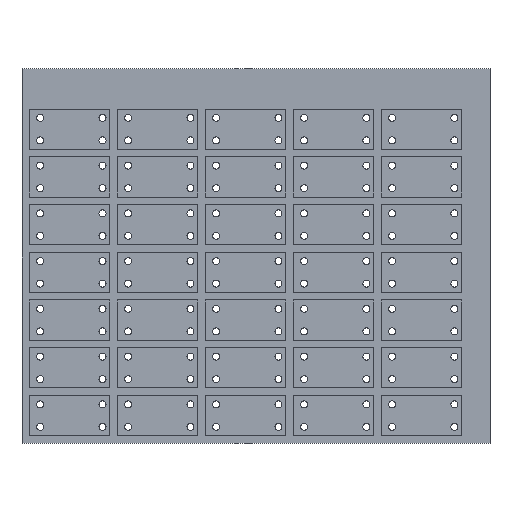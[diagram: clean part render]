
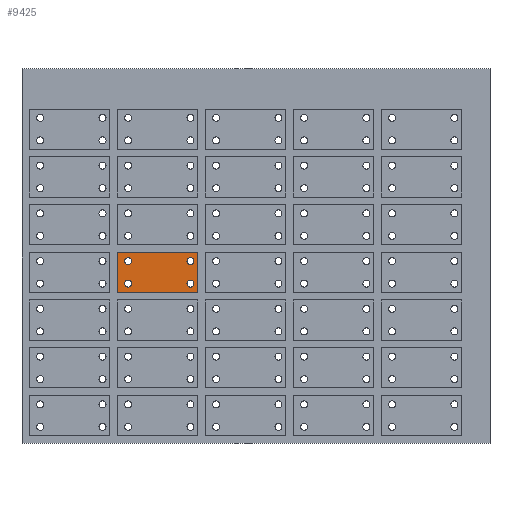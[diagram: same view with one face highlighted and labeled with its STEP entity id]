
A CAD part, top view. The second image highlights one B-rep face of the part: STEP entity #9425.
In plain terms, the highlighted planar face has unit normal (0, 0, 1).
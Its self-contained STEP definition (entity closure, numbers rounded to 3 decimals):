
#69=CIRCLE('',#10019,3.75);
#71=CIRCLE('',#10022,3.75);
#73=CIRCLE('',#10025,3.75);
#75=CIRCLE('',#10028,3.75);
#631=FACE_BOUND('',#1702,.T.);
#632=FACE_BOUND('',#1703,.T.);
#633=FACE_BOUND('',#1704,.T.);
#634=FACE_BOUND('',#1705,.T.);
#1079=FACE_OUTER_BOUND('',#1701,.T.);
#1701=EDGE_LOOP('',(#7533,#7534,#7535,#7536));
#1702=EDGE_LOOP('',(#7537));
#1703=EDGE_LOOP('',(#7538));
#1704=EDGE_LOOP('',(#7539));
#1705=EDGE_LOOP('',(#7540));
#2747=LINE('',#14316,#3739);
#2750=LINE('',#14322,#3742);
#2753=LINE('',#14328,#3745);
#2756=LINE('',#14332,#3748);
#3739=VECTOR('',#11644,10.);
#3742=VECTOR('',#11649,10.);
#3745=VECTOR('',#11654,10.);
#3748=VECTOR('',#11659,10.);
#4581=VERTEX_POINT('',#14286);
#4583=VERTEX_POINT('',#14292);
#4585=VERTEX_POINT('',#14298);
#4587=VERTEX_POINT('',#14304);
#4591=VERTEX_POINT('',#14313);
#4592=VERTEX_POINT('',#14315);
#4594=VERTEX_POINT('',#14321);
#4596=VERTEX_POINT('',#14327);
#5629=EDGE_CURVE('',#4581,#4581,#69,.T.);
#5632=EDGE_CURVE('',#4583,#4583,#71,.T.);
#5635=EDGE_CURVE('',#4585,#4585,#73,.T.);
#5638=EDGE_CURVE('',#4587,#4587,#75,.T.);
#5643=EDGE_CURVE('',#4592,#4591,#2747,.T.);
#5646=EDGE_CURVE('',#4594,#4592,#2750,.T.);
#5649=EDGE_CURVE('',#4596,#4594,#2753,.T.);
#5652=EDGE_CURVE('',#4591,#4596,#2756,.T.);
#7533=ORIENTED_EDGE('',*,*,#5652,.T.);
#7534=ORIENTED_EDGE('',*,*,#5649,.T.);
#7535=ORIENTED_EDGE('',*,*,#5646,.T.);
#7536=ORIENTED_EDGE('',*,*,#5643,.T.);
#7537=ORIENTED_EDGE('',*,*,#5638,.T.);
#7538=ORIENTED_EDGE('',*,*,#5635,.T.);
#7539=ORIENTED_EDGE('',*,*,#5632,.T.);
#7540=ORIENTED_EDGE('',*,*,#5629,.T.);
#9037=PLANE('',#10034);
#9425=ADVANCED_FACE('',(#1079,#631,#632,#633,#634),#9037,.T.);
#10019=AXIS2_PLACEMENT_3D('',#14287,#11614,#11615);
#10022=AXIS2_PLACEMENT_3D('',#14293,#11621,#11622);
#10025=AXIS2_PLACEMENT_3D('',#14299,#11628,#11629);
#10028=AXIS2_PLACEMENT_3D('',#14305,#11635,#11636);
#10034=AXIS2_PLACEMENT_3D('',#14333,#11660,#11661);
#11614=DIRECTION('center_axis',(0.,0.,-1.));
#11615=DIRECTION('ref_axis',(1.,0.,0.));
#11621=DIRECTION('center_axis',(0.,0.,-1.));
#11622=DIRECTION('ref_axis',(1.,0.,0.));
#11628=DIRECTION('center_axis',(0.,0.,-1.));
#11629=DIRECTION('ref_axis',(1.,0.,0.));
#11635=DIRECTION('center_axis',(0.,0.,-1.));
#11636=DIRECTION('ref_axis',(1.,0.,0.));
#11644=DIRECTION('',(-1.,0.,0.));
#11649=DIRECTION('',(0.,1.,0.));
#11654=DIRECTION('',(1.,0.,0.));
#11659=DIRECTION('',(0.,-1.,0.));
#11660=DIRECTION('center_axis',(0.,0.,1.));
#11661=DIRECTION('ref_axis',(1.,0.,0.));
#14286=CARTESIAN_POINT('',(176.25,194.5,2.));
#14287=CARTESIAN_POINT('Origin',(180.,194.5,2.));
#14292=CARTESIAN_POINT('',(109.75,170.5,2.));
#14293=CARTESIAN_POINT('Origin',(113.5,170.5,2.));
#14298=CARTESIAN_POINT('',(176.25,170.5,2.));
#14299=CARTESIAN_POINT('Origin',(180.,170.5,2.));
#14304=CARTESIAN_POINT('',(109.75,194.5,2.));
#14305=CARTESIAN_POINT('Origin',(113.5,194.5,2.));
#14313=CARTESIAN_POINT('',(102.,204.,2.));
#14315=CARTESIAN_POINT('',(188.,204.,2.));
#14316=CARTESIAN_POINT('',(188.,204.,2.));
#14321=CARTESIAN_POINT('',(188.,161.,2.));
#14322=CARTESIAN_POINT('',(188.,161.,2.));
#14327=CARTESIAN_POINT('',(102.,161.,2.));
#14328=CARTESIAN_POINT('',(102.,161.,2.));
#14332=CARTESIAN_POINT('',(102.,204.,2.));
#14333=CARTESIAN_POINT('Origin',(145.,182.5,2.));
